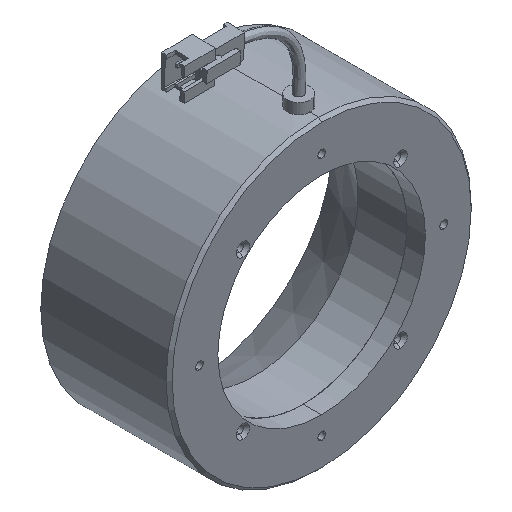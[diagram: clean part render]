
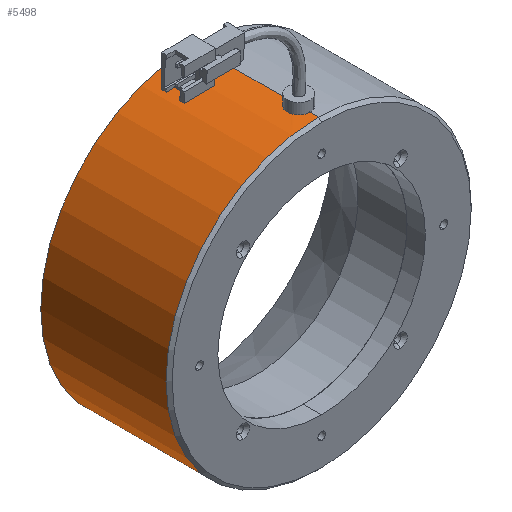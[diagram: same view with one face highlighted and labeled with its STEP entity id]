
A CAD part, isometric view. The second image highlights one B-rep face of the part: STEP entity #5498.
In plain terms, the highlighted cylindrical face has radius 50 mm (diameter 100 mm), a partial arc.
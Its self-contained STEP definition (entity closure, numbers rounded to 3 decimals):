
#28 = DIRECTION ( 'NONE',  ( 0., 1., 0. ) ) ;
#35 = DIRECTION ( 'NONE',  ( 0., -1., 0. ) ) ;
#80 = VERTEX_POINT ( 'NONE', #4500 ) ;
#179 = CARTESIAN_POINT ( 'NONE',  ( 2.1, -7.5, 49.956 ) ) ;
#193 = CARTESIAN_POINT ( 'NONE',  ( 0., -5.4, 50. ) ) ;
#211 = AXIS2_PLACEMENT_3D ( 'NONE', #396, #2324, #3784 ) ;
#213 = CIRCLE ( 'NONE', #3775, 50. ) ;
#249 = ORIENTED_EDGE ( 'NONE', *, *, #6249, .T. ) ;
#325 = EDGE_CURVE ( 'NONE', #2596, #2080, #213, .T. ) ;
#396 = CARTESIAN_POINT ( 'NONE',  ( 0., 26.6, 0. ) ) ;
#410 = CARTESIAN_POINT ( 'NONE',  ( 1.291, -5.821, 49.984 ) ) ;
#622 = CARTESIAN_POINT ( 'NONE',  ( 1.823, -8.552, 49.967 ) ) ;
#630 = ORIENTED_EDGE ( 'NONE', *, *, #802, .F. ) ;
#802 = EDGE_CURVE ( 'NONE', #1710, #80, #3565, .T. ) ;
#807 = EDGE_CURVE ( 'NONE', #2843, #2596, #2106, .T. ) ;
#851 = CARTESIAN_POINT ( 'NONE',  ( 0., -42., -50. ) ) ;
#1014 = CARTESIAN_POINT ( 'NONE',  ( 1.581, -6.111, 49.975 ) ) ;
#1017 = CARTESIAN_POINT ( 'NONE',  ( 0., -1., 0. ) ) ;
#1044 = VECTOR ( 'NONE', #28, 1000. ) ;
#1129 = CARTESIAN_POINT ( 'NONE',  ( 0.932, -9.387, 49.991 ) ) ;
#1409 = CARTESIAN_POINT ( 'NONE',  ( 0., 26.6, -50. ) ) ;
#1478 = EDGE_LOOP ( 'NONE', ( #3736, #5146, #3535, #4379, #249, #2432, #630 ) ) ;
#1573 = CARTESIAN_POINT ( 'NONE',  ( 2.033, -6.956, 49.959 ) ) ;
#1584 = CARTESIAN_POINT ( 'NONE',  ( 1.389, -9.081, 49.981 ) ) ;
#1616 = LINE ( 'NONE', #4827, #2067 ) ;
#1651 = CARTESIAN_POINT ( 'NONE',  ( 1.887, -8.431, 49.964 ) ) ;
#1710 = VERTEX_POINT ( 'NONE', #4139 ) ;
#1858 = CARTESIAN_POINT ( 'NONE',  ( 0.137, -5.4, 50. ) ) ;
#1868 = CARTESIAN_POINT ( 'NONE',  ( 0., -42., 0. ) ) ;
#1911 = EDGE_CURVE ( 'NONE', #4075, #2080, #1616, .T. ) ;
#1948 = DIRECTION ( 'NONE',  ( 0., 1., 0. ) ) ;
#2035 = CARTESIAN_POINT ( 'NONE',  ( 2.1, -7.361, 49.956 ) ) ;
#2067 = VECTOR ( 'NONE', #1948, 1000. ) ;
#2080 = VERTEX_POINT ( 'NONE', #5899 ) ;
#2087 = CARTESIAN_POINT ( 'NONE',  ( 1.993, -8.177, 49.96 ) ) ;
#2106 = LINE ( 'NONE', #1409, #2267 ) ;
#2267 = VECTOR ( 'NONE', #4399, 1000. ) ;
#2324 = DIRECTION ( 'NONE',  ( 0., 1., 0. ) ) ;
#2358 = CARTESIAN_POINT ( 'NONE',  ( 0.273, -5.413, 49.999 ) ) ;
#2432 = ORIENTED_EDGE ( 'NONE', *, *, #5252, .T. ) ;
#2566 = CARTESIAN_POINT ( 'NONE',  ( 1.054, -9.322, 49.989 ) ) ;
#2596 = VERTEX_POINT ( 'NONE', #3095 ) ;
#2603 = CARTESIAN_POINT ( 'NONE',  ( 2.1, -7.638, 49.956 ) ) ;
#2735 = EDGE_CURVE ( 'NONE', #1710, #2843, #3055, .T. ) ;
#2773 = B_SPLINE_CURVE_WITH_KNOTS ( 'NONE', 3,
 ( #6074, #2603, #6052, #4551, #2087, #1651, #622, #4028, #5555, #1584, #3080, #2566, #1129, #6034, #4070, #5620 ),
 .UNSPECIFIED., .F., .F.,
 ( 4, 2, 2, 2, 2, 2, 2, 4 ),
 ( 0.01, 0.01, 0.011, 0.011, 0.011, 0.012, 0.012, 0.013 ),
 .UNSPECIFIED. ) ;
#2843 = VERTEX_POINT ( 'NONE', #851 ) ;
#3055 = CIRCLE ( 'NONE', #3220, 50. ) ;
#3080 = CARTESIAN_POINT ( 'NONE',  ( 1.283, -9.168, 49.984 ) ) ;
#3092 = VERTEX_POINT ( 'NONE', #179 ) ;
#3095 = CARTESIAN_POINT ( 'NONE',  ( 0., -1., -50. ) ) ;
#3220 = AXIS2_PLACEMENT_3D ( 'NONE', #1868, #5822, #5323 ) ;
#3321 = CARTESIAN_POINT ( 'NONE',  ( 1.056, -5.664, 49.989 ) ) ;
#3461 = CARTESIAN_POINT ( 'NONE',  ( 1.823, -6.448, 49.967 ) ) ;
#3535 = ORIENTED_EDGE ( 'NONE', *, *, #325, .T. ) ;
#3565 = LINE ( 'NONE', #6366, #1044 ) ;
#3736 = ORIENTED_EDGE ( 'NONE', *, *, #2735, .T. ) ;
#3775 = AXIS2_PLACEMENT_3D ( 'NONE', #1017, #35, #3931 ) ;
#3784 = DIRECTION ( 'NONE',  ( 0., 0., 1. ) ) ;
#3931 = DIRECTION ( 'NONE',  ( 0., 0., -1. ) ) ;
#3979 = CARTESIAN_POINT ( 'NONE',  ( 1.67, -6.219, 49.972 ) ) ;
#4028 = CARTESIAN_POINT ( 'NONE',  ( 1.671, -8.78, 49.972 ) ) ;
#4070 = CARTESIAN_POINT ( 'NONE',  ( 0.277, -9.6, 50. ) ) ;
#4075 = VERTEX_POINT ( 'NONE', #193 ) ;
#4139 = CARTESIAN_POINT ( 'NONE',  ( 0., -42., 50. ) ) ;
#4213 = B_SPLINE_CURVE_WITH_KNOTS ( 'NONE', 3,
 ( #4803, #1858, #2358, #5812, #6330, #3321, #410, #1014, #3979, #3461, #4986, #4427, #1573, #5420, #2035, #5997 ),
 .UNSPECIFIED., .F., .F.,
 ( 4, 2, 2, 2, 2, 2, 2, 4 ),
 ( 0.007, 0.007, 0.007, 0.008, 0.009, 0.009, 0.009, 0.01 ),
 .UNSPECIFIED. ) ;
#4379 = ORIENTED_EDGE ( 'NONE', *, *, #1911, .F. ) ;
#4399 = DIRECTION ( 'NONE',  ( 0., 1., 0. ) ) ;
#4427 = CARTESIAN_POINT ( 'NONE',  ( 1.993, -6.823, 49.96 ) ) ;
#4500 = CARTESIAN_POINT ( 'NONE',  ( 0., -9.6, 50. ) ) ;
#4551 = CARTESIAN_POINT ( 'NONE',  ( 2.033, -8.043, 49.959 ) ) ;
#4744 = FACE_OUTER_BOUND ( 'NONE', #1478, .T. ) ;
#4803 = CARTESIAN_POINT ( 'NONE',  ( 0., -5.4, 50. ) ) ;
#4827 = CARTESIAN_POINT ( 'NONE',  ( 0., 26.6, 50. ) ) ;
#4986 = CARTESIAN_POINT ( 'NONE',  ( 1.887, -6.569, 49.964 ) ) ;
#5146 = ORIENTED_EDGE ( 'NONE', *, *, #807, .T. ) ;
#5252 = EDGE_CURVE ( 'NONE', #3092, #80, #2773, .T. ) ;
#5323 = DIRECTION ( 'NONE',  ( 0., 0., 1. ) ) ;
#5420 = CARTESIAN_POINT ( 'NONE',  ( 2.086, -7.225, 49.956 ) ) ;
#5498 = ADVANCED_FACE ( 'NONE', ( #4744 ), #5914, .T. ) ;
#5555 = CARTESIAN_POINT ( 'NONE',  ( 1.582, -8.888, 49.975 ) ) ;
#5620 = CARTESIAN_POINT ( 'NONE',  ( 0., -9.6, 50. ) ) ;
#5812 = CARTESIAN_POINT ( 'NONE',  ( 0.544, -5.467, 49.997 ) ) ;
#5822 = DIRECTION ( 'NONE',  ( 0., 1., 0. ) ) ;
#5899 = CARTESIAN_POINT ( 'NONE',  ( 0., -1., 50. ) ) ;
#5914 = CYLINDRICAL_SURFACE ( 'NONE', #211, 50. ) ;
#5997 = CARTESIAN_POINT ( 'NONE',  ( 2.1, -7.5, 49.956 ) ) ;
#6034 = CARTESIAN_POINT ( 'NONE',  ( 0.553, -9.544, 49.998 ) ) ;
#6052 = CARTESIAN_POINT ( 'NONE',  ( 2.086, -7.775, 49.956 ) ) ;
#6074 = CARTESIAN_POINT ( 'NONE',  ( 2.1, -7.5, 49.956 ) ) ;
#6249 = EDGE_CURVE ( 'NONE', #4075, #3092, #4213, .T. ) ;
#6330 = CARTESIAN_POINT ( 'NONE',  ( 0.677, -5.507, 49.996 ) ) ;
#6366 = CARTESIAN_POINT ( 'NONE',  ( 0., 26.6, 50. ) ) ;
